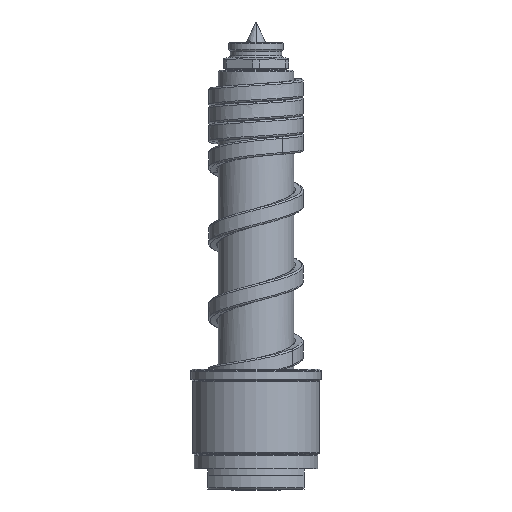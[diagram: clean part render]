
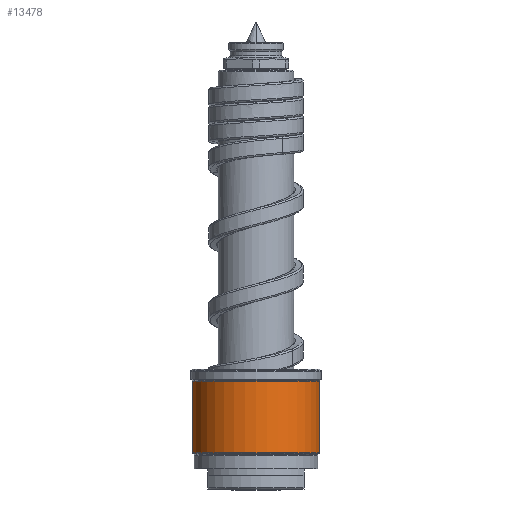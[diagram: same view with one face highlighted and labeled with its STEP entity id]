
A CAD part, front view. The second image highlights one B-rep face of the part: STEP entity #13478.
In plain terms, the highlighted cylindrical face has radius 18.5 mm (diameter 37 mm), a partial arc.
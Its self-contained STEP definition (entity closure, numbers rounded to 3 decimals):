
#4434=CARTESIAN_POINT('',(0.,0.,10.583));
#4435=DIRECTION('',(0.,0.,1.));
#4436=DIRECTION('',(-1.,0.,0.));
#4437=AXIS2_PLACEMENT_3D('',#4434,#4435,#4436);
#4439=DIRECTION('',(0.,0.,-1.));
#4440=VECTOR('',#4439,20.834);
#4441=CARTESIAN_POINT('',(-18.5,0.,31.417));
#4442=LINE('',#4441,#4440);
#4443=CARTESIAN_POINT('',(0.,0.,31.417));
#4444=DIRECTION('',(0.,0.,1.));
#4445=DIRECTION('',(-1.,0.,0.));
#4446=AXIS2_PLACEMENT_3D('',#4443,#4444,#4445);
#4448=DIRECTION('',(0.,0.,-1.));
#4449=VECTOR('',#4448,20.834);
#4450=CARTESIAN_POINT('',(18.5,0.,31.417));
#4451=LINE('',#4450,#4449);
#7095=CARTESIAN_POINT('',(18.5,0.,31.417));
#7096=CARTESIAN_POINT('',(-18.5,0.,31.417));
#7097=VERTEX_POINT('',#7095);
#7098=VERTEX_POINT('',#7096);
#7121=CARTESIAN_POINT('',(18.5,0.,10.583));
#7122=VERTEX_POINT('',#7121);
#7123=CARTESIAN_POINT('',(-18.5,0.,10.583));
#7124=VERTEX_POINT('',#7123);
#13466=CARTESIAN_POINT('',(0.,0.,8.75));
#13467=DIRECTION('',(0.,0.,1.));
#13468=DIRECTION('',(-1.,0.,0.));
#13469=AXIS2_PLACEMENT_3D('',#13466,#13467,#13468);
#13470=CYLINDRICAL_SURFACE('',#13469,18.5);
#13471=ORIENTED_EDGE('',*,*,#11171,.F.);
#13472=ORIENTED_EDGE('',*,*,#11152,.F.);
#13474=ORIENTED_EDGE('',*,*,#13473,.T.);
#13475=ORIENTED_EDGE('',*,*,#11148,.T.);
#13476=EDGE_LOOP('',(#13471,#13472,#13474,#13475));
#13477=FACE_OUTER_BOUND('',#13476,.F.);
#4438=CIRCLE('',#4437,18.5);
#4447=CIRCLE('',#4446,18.5);
#11148=EDGE_CURVE('',#7097,#7122,#4451,.T.);
#11152=EDGE_CURVE('',#7098,#7124,#4442,.T.);
#11171=EDGE_CURVE('',#7124,#7122,#4438,.T.);
#13473=EDGE_CURVE('',#7098,#7097,#4447,.T.);
#13478=ADVANCED_FACE('',(#13477),#13470,.T.);
